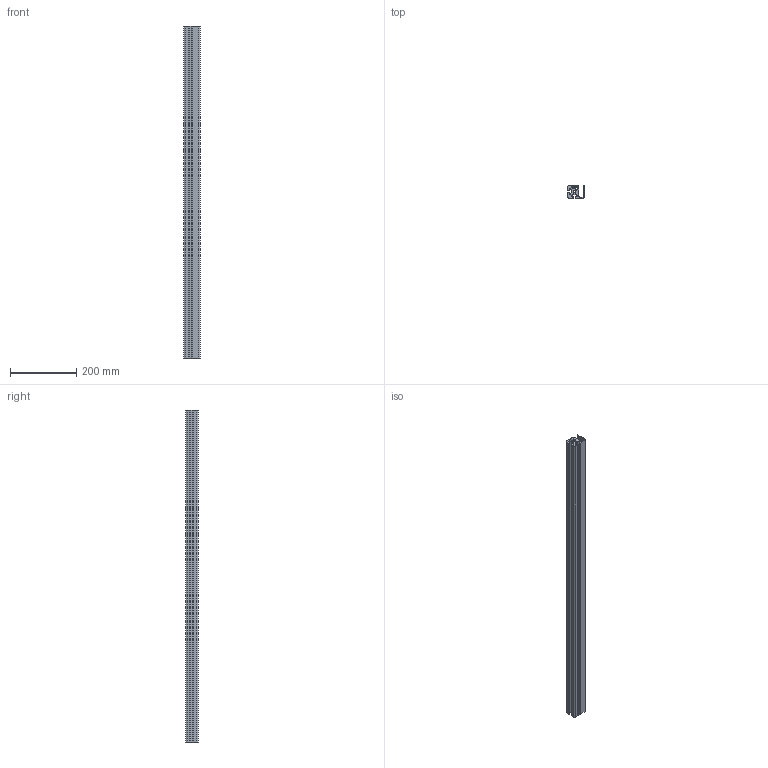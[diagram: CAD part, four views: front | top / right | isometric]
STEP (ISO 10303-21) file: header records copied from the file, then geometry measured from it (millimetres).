
FILE_DESCRIPTION(/* description */ ('Titel eingeben'),/* implementation_level */ '2;1');
FILE_NAME(/* name */ '11565_Kri_Tec_Laufrollenprofil_8_D_10.stp',/* time_stamp */ '2018-04-13T15:07:40+02:00',/* author */ ('Jakobi'),/* organization */ (''),/* preprocessor_version */ 'ST-DEVELOPER v16.1',/* originating_system */ 'Autodesk Inventor 2016',/* authorisation */ '');
FILE_SCHEMA (('AUTOMOTIVE_DESIGN { 1 0 10303 214 3 1 1 }'));
Length unit declared in the file: millimetre
Products named in the file (1): 11565_Kri_Tec_Laufrollenprofil_8_D_10
Bounding box: 50 x 38 x 1000 mm (x, y, z)
Volume: 920684.6 mm3; surface area: 384637.9 mm2
Topology: 1 solids, 1 shells, 63 faces, 183 edges, 122 vertices
Faces by surface type: cylinder 36, plane 27
Full cylindrical faces by diameter (mm): 6.8 x1
Entity records: 2136 total; most frequent: DIRECTION 382, CARTESIAN_POINT 368, ORIENTED_EDGE 364, EDGE_CURVE 182, AXIS2_PLACEMENT_3D 136, VERTEX_POINT 122, LINE 110, VECTOR 110
